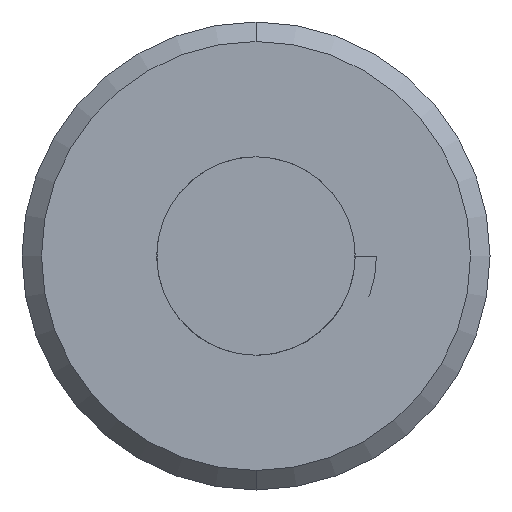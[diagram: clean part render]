
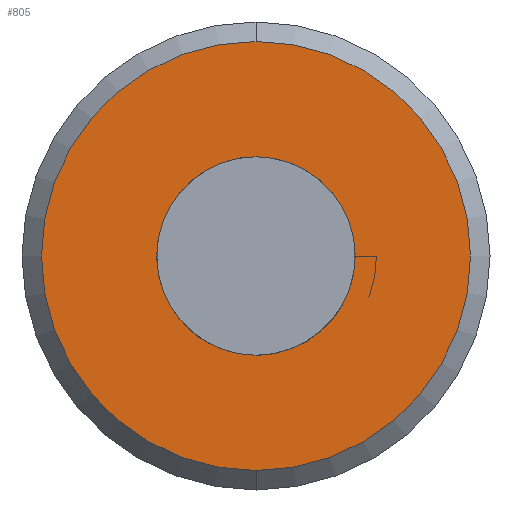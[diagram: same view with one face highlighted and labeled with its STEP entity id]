
A CAD part, front view. The second image highlights one B-rep face of the part: STEP entity #805.
In plain terms, the highlighted planar face has unit normal (0, -1, 0).
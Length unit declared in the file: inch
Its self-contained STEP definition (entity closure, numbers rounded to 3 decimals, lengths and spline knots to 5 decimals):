
#21 = EDGE_LOOP ( 'NONE', ( #9566, #4855 ) ) ;
#149 = CARTESIAN_POINT ( 'NONE',  ( 0., -1.4375, 0.17187 ) ) ;
#458 = CARTESIAN_POINT ( 'NONE',  ( 0., -1.4375, 0. ) ) ;
#507 = CARTESIAN_POINT ( 'NONE',  ( 0., -1.4375, 0. ) ) ;
#805 = ADVANCED_FACE ( 'NONE', ( #5713, #834 ), #10044, .F. ) ;
#834 = FACE_OUTER_BOUND ( 'NONE', #21, .T. ) ;
#1156 = CIRCLE ( 'NONE', #6204, 0.0795 ) ;
#1522 = DIRECTION ( 'NONE',  ( 0., -1., 0. ) ) ;
#1799 = CARTESIAN_POINT ( 'NONE',  ( 0., -1.4375, 0.0795 ) ) ;
#2258 = DIRECTION ( 'NONE',  ( 0., 1., 0. ) ) ;
#2275 = CARTESIAN_POINT ( 'NONE',  ( 0.0795, -1.4375, 0. ) ) ;
#2397 = CIRCLE ( 'NONE', #4571, 0.17187 ) ;
#2415 = DIRECTION ( 'NONE',  ( 0., 0., 1. ) ) ;
#2599 = EDGE_CURVE ( 'NONE', #10420, #5006, #2397, .T. ) ;
#2880 = VERTEX_POINT ( 'NONE', #1799 ) ;
#2920 = EDGE_LOOP ( 'NONE', ( #6619, #5530, #8624 ) ) ;
#3025 = CARTESIAN_POINT ( 'NONE',  ( 0., -1.4375, 0. ) ) ;
#3152 = DIRECTION ( 'NONE',  ( 0., 1., 0. ) ) ;
#3534 = AXIS2_PLACEMENT_3D ( 'NONE', #4541, #5446, #6409 ) ;
#3811 = DIRECTION ( 'NONE',  ( 0., 0., 1. ) ) ;
#3892 = DIRECTION ( 'NONE',  ( 0., 0., 1. ) ) ;
#4107 = CARTESIAN_POINT ( 'NONE',  ( 0., -1.4375, 0. ) ) ;
#4109 = EDGE_CURVE ( 'NONE', #5006, #10420, #9309, .T. ) ;
#4231 = EDGE_CURVE ( 'NONE', #7861, #2880, #1156, .T. ) ;
#4541 = CARTESIAN_POINT ( 'NONE',  ( 0., -1.4375, 0. ) ) ;
#4571 = AXIS2_PLACEMENT_3D ( 'NONE', #507, #9923, #4788 ) ;
#4746 = AXIS2_PLACEMENT_3D ( 'NONE', #4107, #1522, #2415 ) ;
#4788 = DIRECTION ( 'NONE',  ( 0., 0., 1. ) ) ;
#4855 = ORIENTED_EDGE ( 'NONE', *, *, #2599, .T. ) ;
#5006 = VERTEX_POINT ( 'NONE', #149 ) ;
#5446 = DIRECTION ( 'NONE',  ( 0., 1., 0. ) ) ;
#5530 = ORIENTED_EDGE ( 'NONE', *, *, #4231, .T. ) ;
#5713 = FACE_BOUND ( 'NONE', #2920, .T. ) ;
#6042 = VERTEX_POINT ( 'NONE', #2275 ) ;
#6204 = AXIS2_PLACEMENT_3D ( 'NONE', #9247, #3152, #11089 ) ;
#6409 = DIRECTION ( 'NONE',  ( 0., 0., 1. ) ) ;
#6619 = ORIENTED_EDGE ( 'NONE', *, *, #9824, .T. ) ;
#6970 = EDGE_CURVE ( 'NONE', #2880, #6042, #8980, .T. ) ;
#7861 = VERTEX_POINT ( 'NONE', #10401 ) ;
#8089 = DIRECTION ( 'NONE',  ( 0., 1., 0. ) ) ;
#8439 = CIRCLE ( 'NONE', #3534, 0.0795 ) ;
#8624 = ORIENTED_EDGE ( 'NONE', *, *, #6970, .T. ) ;
#8741 = AXIS2_PLACEMENT_3D ( 'NONE', #458, #2258, #3892 ) ;
#8980 = CIRCLE ( 'NONE', #9707, 0.0795 ) ;
#9247 = CARTESIAN_POINT ( 'NONE',  ( 0., -1.4375, 0. ) ) ;
#9309 = CIRCLE ( 'NONE', #4746, 0.17187 ) ;
#9566 = ORIENTED_EDGE ( 'NONE', *, *, #4109, .T. ) ;
#9707 = AXIS2_PLACEMENT_3D ( 'NONE', #3025, #8089, #3811 ) ;
#9807 = CARTESIAN_POINT ( 'NONE',  ( 0., -1.4375, -0.17187 ) ) ;
#9824 = EDGE_CURVE ( 'NONE', #6042, #7861, #8439, .T. ) ;
#9923 = DIRECTION ( 'NONE',  ( 0., -1., 0. ) ) ;
#10044 = PLANE ( 'NONE',  #8741 ) ;
#10401 = CARTESIAN_POINT ( 'NONE',  ( 0., -1.4375, -0.0795 ) ) ;
#10420 = VERTEX_POINT ( 'NONE', #9807 ) ;
#11089 = DIRECTION ( 'NONE',  ( 0., 0., 1. ) ) ;
